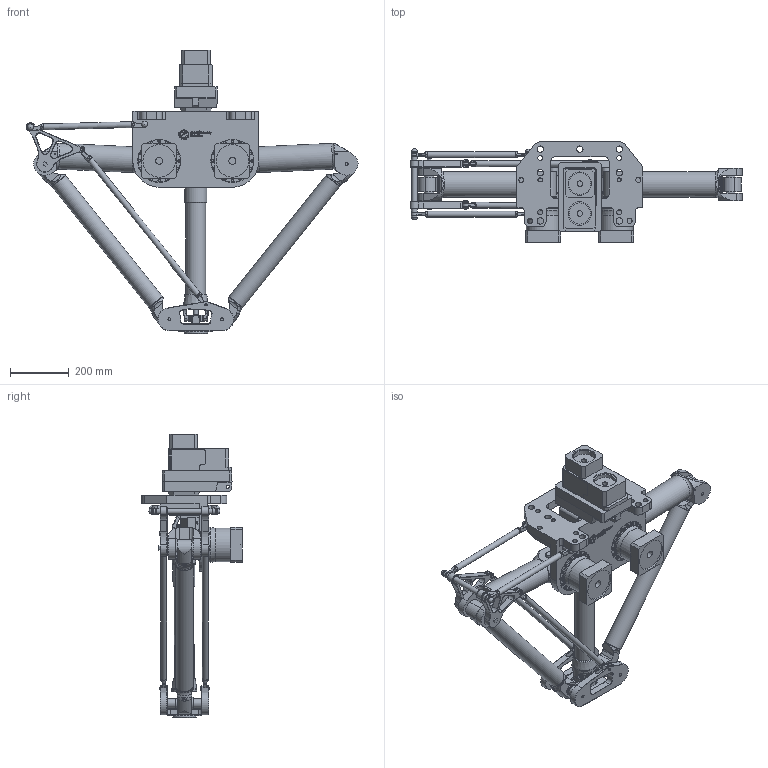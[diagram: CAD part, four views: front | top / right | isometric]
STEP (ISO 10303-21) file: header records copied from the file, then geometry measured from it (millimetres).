
FILE_DESCRIPTION(/* description */ (''),/* implementation_level */ '2;1');
FILE_NAME(/* name */ '3D-model_A_00921-T1.stp',/* time_stamp */ '2022-02-23T09:34:05+01:00',/* author */ ('michael.schutter'),/* organization */ ('Majatronic'),/* preprocessor_version */ 'ST-DEVELOPER v16.5',/* originating_system */ 'Autodesk Inventor 2017',/* authorisation */ '');
FILE_SCHEMA (('AUTOMOTIVE_DESIGN { 1 0 10303 214 3 1 1 }'));
Length unit declared in the file: millimetre
Products named in the file (18): A_00921-T1_DUMMY; MT_BGR00020896MT_BGR; MT_WST00065724MT_WST; MT_WST00055121MT_WST; MT_WST00065725MT_WST; MT_WST00065019MT_WST; MT_WST00065726MT_WST; MT_WST00065780MT_WST; MT_WST00065781MT_WST; MT_WST00065790MT_WST; MT_WST00060925MT_WST; MT_WST00065782MT_WST; MT_WST00065791MT_WST; MT_WST00065727MT_WST; MT_WST00068453MT_WST; MT_WST00065730MT_WST; MT_WST00106842; MT_WST00111279
Assembly tree (22 placements, depth 3):
  A_00921-T1_DUMMY
    MT_BGR00020896MT_BGR
      MT_WST00065724MT_WST
      MT_WST00055121MT_WST  x2
      MT_WST00065725MT_WST
      MT_WST00065019MT_WST
    MT_WST00065726MT_WST
    MT_WST00065780MT_WST
    MT_WST00065781MT_WST
    MT_WST00065790MT_WST  x2
    MT_WST00060925MT_WST
    MT_WST00065782MT_WST  x2
    MT_WST00065791MT_WST  x2
    MT_WST00065727MT_WST
    MT_WST00068453MT_WST
    MT_WST00106842  x2
    MT_WST00065730MT_WST
    MT_WST00111279
Bounding box: 1133.71 x 342 x 967.5 mm (x, y, z)
Volume: 27638316 mm3; surface area: 2313164.4 mm2
Topology: 22 solids, 23 shells, 2733 faces, 6357 edges, 4015 vertices
Faces by surface type: plane 1302, cylinder 874, cone 362, torus 119, bspline 56, sphere 20
Full cylindrical faces by diameter (mm): 3.459 x4, 4.134 x32, 4.917 x16, 5 x32, 6 x1, 7 x14, 8 x5, 8.2 x24, 8.5 x32, 10 x38, 10.106 x1, 11 x1, 12 x5, 13 x28, 15 x8, 15.4 x4, 15.922 x1, 16 x3, 17.294 x8, 18 x24, 19 x2, 19.98 x8, 20 x30, 22 x7, 23 x1, 24 x2, 25 x3, 27 x2, 28 x1, 32 x12
Entity records: 71139 total; most frequent: CARTESIAN_POINT 19106, DIRECTION 10849, ORIENTED_EDGE 9598, EDGE_CURVE 4798, AXIS2_PLACEMENT_3D 4115, VERTEX_POINT 3280, EDGE_LOOP 3028, LINE 2619
